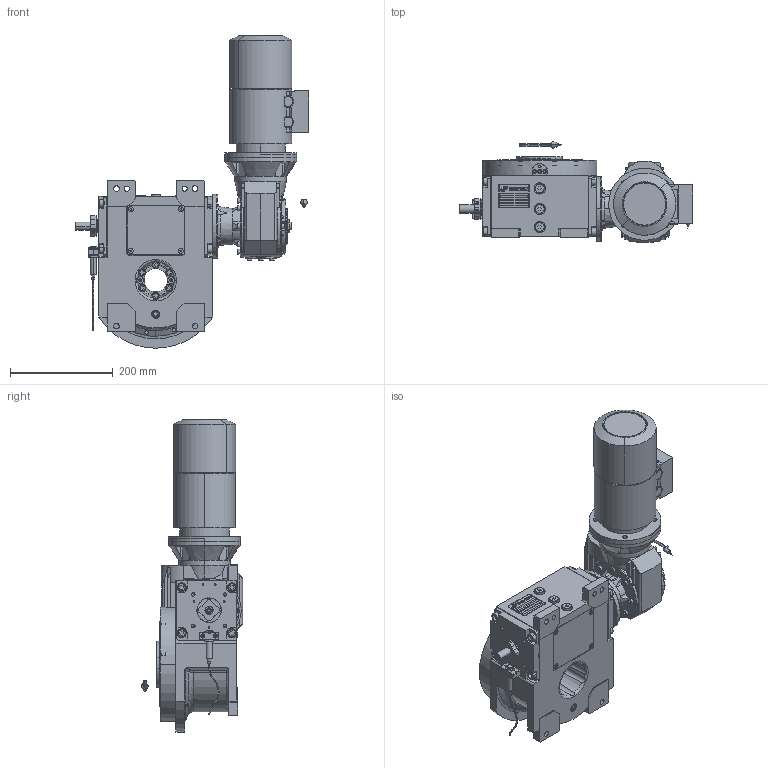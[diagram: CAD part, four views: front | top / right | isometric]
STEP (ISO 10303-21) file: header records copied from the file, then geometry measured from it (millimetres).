
FILE_DESCRIPTION (( 'STEP AP203' ), '1' );
FILE_NAME ('PC5201922.step', '2026-03-12T13:37:15', ( '' ), ( '' ), 'SwSTEP 2.0', 'SolidWorks 2020', '' );
FILE_SCHEMA (( 'CONFIG_CONTROL_DESIGN' ));
Length unit declared in the file: millimetre
Products named in the file (86): cfn2000_01_124; cfn2000_01_126; 900_38_11_39_4; rig06_016; BM63B5; RIG06_005_ASM.stp; cfn2000_01_103; AS_rig06_002_bl_001; AS_rig06_016; AS_rig06_071_8_m; cfn2003_01_054; 900_38_30_003; olio_agip_blasia_150; cfn2158_01_010; CBF50_F1_LCB_SX_63B5; rig06_004; AS_rig06_004_s_001; AS_cfn2476_01_002_60x46; cfn2205_01_013; AS_rig06_004; cfn2151_01_109; cfn2155_01_303; cfn2128_19_002; CFN2010_01_012.stp; cfn2115_01_005; cfn2400_04_003; AS_rig06_017; cfn2158_01_011; cfn2070_05_005; AS_900_38_30_003; rig06_001_a; PC5201922; rig06_005_n_01; freccia_angolare; AS_900_38_11_39_4; RIG06_021_AF0.stp; rig06_071_08_m_asm.stp; rig06_017; CFN2203_02_001.stp; cfn2107_01_001 ...
Assembly tree (79 placements, depth 5):
  olio_agip_blasia_150
  cfn2158_01_010
  cfn2205_01_013
  cfn2151_01_109
  CFN2010_01_012.stp
Bounding box: 454 x 196.5 x 606.99 mm (x, y, z)
Volume: 7097053.8 mm3; surface area: 1182825.2 mm2
Topology: 69 solids, 79 shells, 3484 faces, 8714 edges, 5557 vertices
Faces by surface type: plane 1597, cylinder 1140, cone 589, torus 144, bspline 8, sphere 6
Entity records: 119894 total; most frequent: CARTESIAN_POINT 30178, DIRECTION 17111, ORIENTED_EDGE 16512, EDGE_CURVE 8258, AXIS2_PLACEMENT_3D 6229, VERTEX_POINT 5344, LINE 4653, VECTOR 4653
